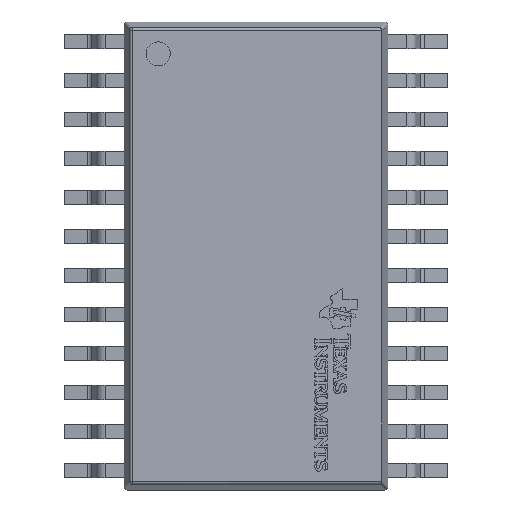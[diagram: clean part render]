
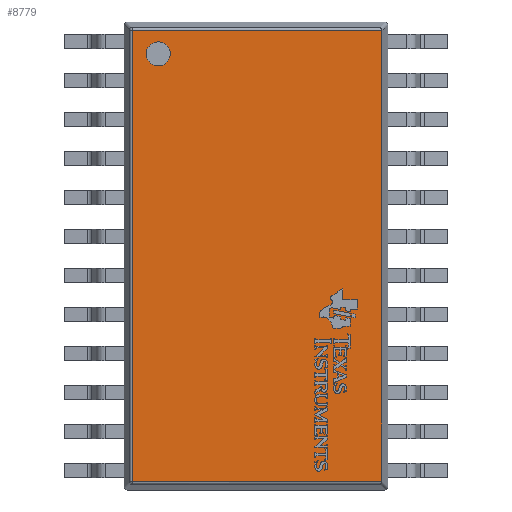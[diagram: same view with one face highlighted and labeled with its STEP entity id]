
A CAD part, top view. The second image highlights one B-rep face of the part: STEP entity #8779.
In plain terms, the highlighted planar face has unit normal (0, 0, 1).
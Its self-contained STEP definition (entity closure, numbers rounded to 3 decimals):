
#692=PLANE('',#9476);
#972=ELLIPSE('',#9413,0.053,0.05);
#976=ELLIPSE('',#9429,0.053,0.05);
#1014=LINE('',#11669,#1938);
#1019=LINE('',#11688,#1943);
#1024=LINE('',#11706,#1948);
#1050=LINE('',#11780,#1974);
#1938=VECTOR('',#9896,10.);
#1943=VECTOR('',#9915,10.);
#1948=VECTOR('',#9934,10.);
#1974=VECTOR('',#10020,10.);
#2919=FACE_OUTER_BOUND('',#3409,.T.);
#3409=EDGE_LOOP('',(#6269,#6270,#6271,#6272,#6273,#6274));
#3917=VERTEX_POINT('',#11640);
#3918=VERTEX_POINT('',#11642);
#3921=VERTEX_POINT('',#11649);
#3925=VERTEX_POINT('',#11661);
#3931=VERTEX_POINT('',#11678);
#3932=VERTEX_POINT('',#11680);
#4793=EDGE_CURVE('',#3917,#3918,#972,.T.);
#4806=EDGE_CURVE('',#3925,#3921,#1014,.T.);
#4811=EDGE_CURVE('',#3931,#3932,#976,.T.);
#4815=EDGE_CURVE('',#3932,#3925,#1019,.T.);
#4825=EDGE_CURVE('',#3921,#3917,#1024,.T.);
#4866=EDGE_CURVE('',#3918,#3931,#1050,.T.);
#6269=ORIENTED_EDGE('',*,*,#4811,.F.);
#6270=ORIENTED_EDGE('',*,*,#4866,.F.);
#6271=ORIENTED_EDGE('',*,*,#4793,.F.);
#6272=ORIENTED_EDGE('',*,*,#4825,.F.);
#6273=ORIENTED_EDGE('',*,*,#4806,.F.);
#6274=ORIENTED_EDGE('',*,*,#4815,.F.);
#8779=ADVANCED_FACE('',(#2919),#692,.T.);
#9413=AXIS2_PLACEMENT_3D('',#11643,#9866,#9867);
#9429=AXIS2_PLACEMENT_3D('',#11681,#9906,#9907);
#9476=AXIS2_PLACEMENT_3D('',#11790,#10036,#10037);
#9866=DIRECTION('center_axis',(0.,0.,-1.));
#9867=DIRECTION('ref_axis',(-0.707,0.707,0.));
#9896=DIRECTION('',(-1.,0.,0.));
#9906=DIRECTION('center_axis',(0.,0.,-1.));
#9907=DIRECTION('ref_axis',(0.707,0.707,0.));
#9915=DIRECTION('',(0.,-1.,0.));
#9934=DIRECTION('',(0.,1.,0.));
#10020=DIRECTION('',(1.,0.,0.));
#10036=DIRECTION('center_axis',(0.,0.,1.));
#10037=DIRECTION('ref_axis',(1.,0.,0.));
#11640=CARTESIAN_POINT('',(-3.76,2.099,1.05));
#11642=CARTESIAN_POINT('',(-3.751,2.1,1.05));
#11643=CARTESIAN_POINT('Origin',(-3.749,2.049,1.05));
#11649=CARTESIAN_POINT('',(-3.76,-2.06,1.05));
#11661=CARTESIAN_POINT('',(3.76,-2.06,1.05));
#11669=CARTESIAN_POINT('',(-0.975,-2.06,1.05));
#11678=CARTESIAN_POINT('',(3.751,2.1,1.05));
#11680=CARTESIAN_POINT('',(3.76,2.099,1.05));
#11681=CARTESIAN_POINT('Origin',(3.749,2.049,1.05));
#11688=CARTESIAN_POINT('',(3.76,-0.55,1.05));
#11706=CARTESIAN_POINT('',(-3.76,0.55,1.05));
#11780=CARTESIAN_POINT('',(1.95,2.1,1.05));
#11790=CARTESIAN_POINT('Origin',(0.,0.,1.05));
